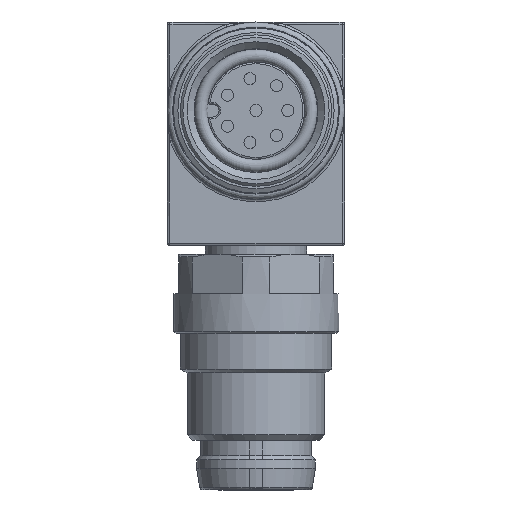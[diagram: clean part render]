
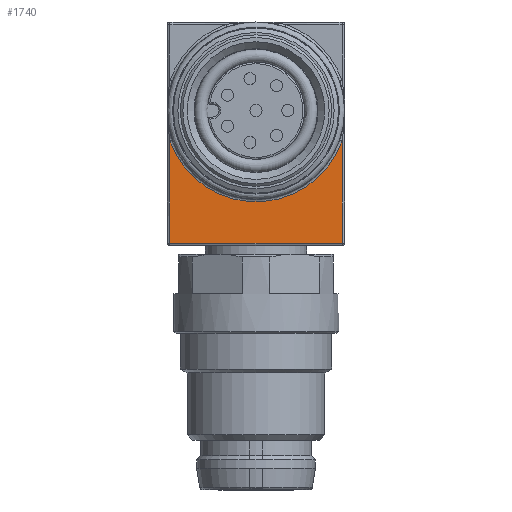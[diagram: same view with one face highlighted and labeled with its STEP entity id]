
A CAD part, front view. The second image highlights one B-rep face of the part: STEP entity #1740.
In plain terms, the highlighted planar face has unit normal (0, -1, 0).
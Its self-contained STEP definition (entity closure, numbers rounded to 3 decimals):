
#450=FACE_OUTER_BOUND('',#2606,.T.);
#822=LINE('',#12760,#1144);
#823=LINE('',#12765,#1145);
#824=LINE('',#12767,#1146);
#1144=VECTOR('',#9056,1.);
#1145=VECTOR('',#9059,1.);
#1146=VECTOR('',#9060,1.);
#1740=ADVANCED_FACE('',(#450),#2032,.F.);
#2032=PLANE('',#7414);
#2606=EDGE_LOOP('',(#3827,#3828,#3829,#3830));
#3827=ORIENTED_EDGE('',*,*,#5959,.T.);
#3828=ORIENTED_EDGE('',*,*,#5960,.T.);
#3829=ORIENTED_EDGE('',*,*,#5961,.T.);
#3830=ORIENTED_EDGE('',*,*,#5962,.T.);
#5193=VERTEX_POINT('',#12761);
#5194=VERTEX_POINT('',#12762);
#5195=VERTEX_POINT('',#12764);
#5196=VERTEX_POINT('',#12766);
#5959=EDGE_CURVE('',#5193,#5194,#822,.T.);
#5960=EDGE_CURVE('',#5194,#5195,#6661,.T.);
#5961=EDGE_CURVE('',#5195,#5196,#823,.T.);
#5962=EDGE_CURVE('',#5196,#5193,#824,.T.);
#6661=CIRCLE('',#7413,5.3);
#7413=AXIS2_PLACEMENT_3D('',#12763,#9057,#9058);
#7414=AXIS2_PLACEMENT_3D('',#12768,#9061,#9062);
#9056=DIRECTION('',(0.,0.,1.));
#9057=DIRECTION('',(0.,1.,0.));
#9058=DIRECTION('',(0.,0.,1.));
#9059=DIRECTION('',(0.,0.,-1.));
#9060=DIRECTION('',(1.,0.,0.));
#9061=DIRECTION('',(0.,1.,0.));
#9062=DIRECTION('',(0.,0.,1.));
#12760=CARTESIAN_POINT('',(103.59,115.278,13.905));
#12761=CARTESIAN_POINT('',(103.59,115.278,14.055));
#12762=CARTESIAN_POINT('',(103.59,115.278,19.997));
#12763=CARTESIAN_POINT('',(98.59,115.278,21.755));
#12764=CARTESIAN_POINT('',(93.59,115.278,19.997));
#12765=CARTESIAN_POINT('',(93.59,115.278,13.905));
#12766=CARTESIAN_POINT('',(93.59,115.278,14.055));
#12767=CARTESIAN_POINT('',(103.74,115.278,14.055));
#12768=CARTESIAN_POINT('',(103.74,115.278,13.905));
